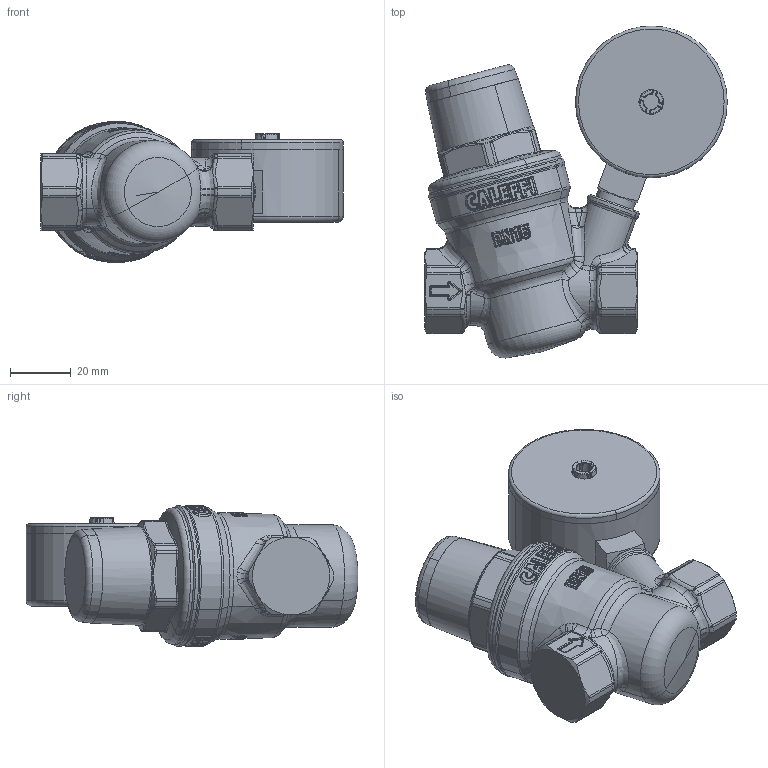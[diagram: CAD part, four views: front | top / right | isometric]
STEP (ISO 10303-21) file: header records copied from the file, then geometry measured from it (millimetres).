
FILE_DESCRIPTION(('CATIA V5 STEP Exchange','CAx-IF Rec.Pracs.--- Model Styling and Organization---1.4--- 2014-01-23','CAx-IF Rec.Pracs.---3D Tessellated Data Validation Properties---0.5---2014-09-14'),'2;1');
FILE_NAME('STEP_533241H_-_TST.stp','2021-11-08T10:13:41+00:00',('none'),('none'),'CATIA Version 5-6 Release 2019 SP3','CATIA V5 STEP AP242 v1','none');
FILE_SCHEMA(('AP242_MANAGED_MODEL_BASED_3D_ENGINEERING_MIM_LF {1 0 10303 442 1 1 4}'));
Products named in the file (1): 533241H - TST
Bounding box: 99.66 x 109.38 x 46.4 mm (x, y, z)
Volume: 177538.9 mm3; surface area: 28317 mm2
Topology: 1 solids, 2 shells, 2014 faces, 4739 edges, 2488 vertices
Faces by surface type: bspline 1242, cylinder 275, sphere 220, plane 119, torus 80, cone 76, revolution 2
Entity records: 121313 total; most frequent: CARTESIAN_POINT 88427, ORIENTED_EDGE 8964, EDGE_CURVE 4482, B_SPLINE_CURVE_WITH_KNOTS 3328, VERTEX_POINT 2488, DIRECTION 2426, EDGE_LOOP 2030, ADVANCED_FACE 2014
